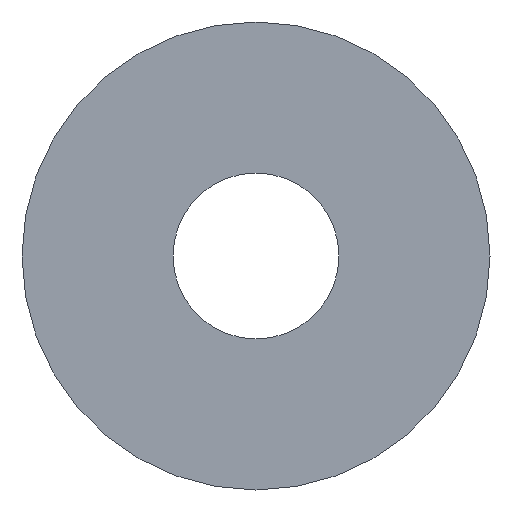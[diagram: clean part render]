
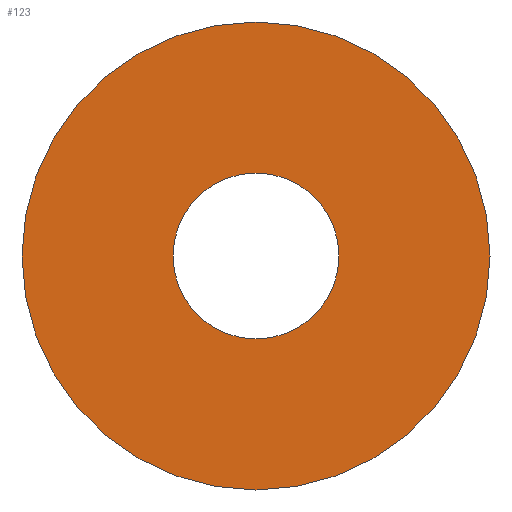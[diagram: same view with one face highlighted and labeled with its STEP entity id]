
A CAD part, left-side view. The second image highlights one B-rep face of the part: STEP entity #123.
In plain terms, the highlighted planar face has unit normal (-1, 0, 0).
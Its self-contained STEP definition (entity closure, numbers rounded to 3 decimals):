
#1 = DIRECTION ( 'NONE',  ( -1., 0., 0. ) ) ;
#4 = CARTESIAN_POINT ( 'NONE',  ( -8., 0., 19.5 ) ) ;
#17 = ORIENTED_EDGE ( 'NONE', *, *, #45, .F. ) ;
#19 = CARTESIAN_POINT ( 'NONE',  ( -8., 0., -19.5 ) ) ;
#21 = DIRECTION ( 'NONE',  ( -1., 0., 0. ) ) ;
#24 = DIRECTION ( 'NONE',  ( -1., 0., 0. ) ) ;
#38 = VERTEX_POINT ( 'NONE', #19 ) ;
#43 = FACE_BOUND ( 'NONE', #152, .T. ) ;
#44 = PLANE ( 'NONE',  #244 ) ;
#45 = EDGE_CURVE ( 'NONE', #38, #169, #223, .T. ) ;
#47 = EDGE_CURVE ( 'NONE', #136, #151, #141, .T. ) ;
#49 = CIRCLE ( 'NONE', #54, 55. ) ;
#54 = AXIS2_PLACEMENT_3D ( 'NONE', #220, #21, #139 ) ;
#58 = ORIENTED_EDGE ( 'NONE', *, *, #47, .T. ) ;
#59 = AXIS2_PLACEMENT_3D ( 'NONE', #87, #24, #162 ) ;
#71 = CIRCLE ( 'NONE', #156, 19.5 ) ;
#86 = DIRECTION ( 'NONE',  ( 0., 0., -1. ) ) ;
#87 = CARTESIAN_POINT ( 'NONE',  ( -8., 0., 0. ) ) ;
#95 = AXIS2_PLACEMENT_3D ( 'NONE', #105, #1, #108 ) ;
#105 = CARTESIAN_POINT ( 'NONE',  ( -8., 0., 0. ) ) ;
#108 = DIRECTION ( 'NONE',  ( 0., 0., 1. ) ) ;
#110 = FACE_OUTER_BOUND ( 'NONE', #134, .T. ) ;
#118 = ORIENTED_EDGE ( 'NONE', *, *, #192, .T. ) ;
#119 = CARTESIAN_POINT ( 'NONE',  ( -8., 55., 0. ) ) ;
#123 = ADVANCED_FACE ( 'NONE', ( #43, #110 ), #44, .F. ) ;
#130 = DIRECTION ( 'NONE',  ( -1., 0., 0. ) ) ;
#134 = EDGE_LOOP ( 'NONE', ( #118, #58 ) ) ;
#136 = VERTEX_POINT ( 'NONE', #142 ) ;
#139 = DIRECTION ( 'NONE',  ( 0., 0., 1. ) ) ;
#141 = CIRCLE ( 'NONE', #59, 55. ) ;
#142 = CARTESIAN_POINT ( 'NONE',  ( -8., 0., -55. ) ) ;
#149 = DIRECTION ( 'NONE',  ( 0., 0., 1. ) ) ;
#151 = VERTEX_POINT ( 'NONE', #217 ) ;
#152 = EDGE_LOOP ( 'NONE', ( #193, #17 ) ) ;
#156 = AXIS2_PLACEMENT_3D ( 'NONE', #164, #130, #149 ) ;
#162 = DIRECTION ( 'NONE',  ( 0., 0., 1. ) ) ;
#164 = CARTESIAN_POINT ( 'NONE',  ( -8., 0., 0. ) ) ;
#169 = VERTEX_POINT ( 'NONE', #4 ) ;
#192 = EDGE_CURVE ( 'NONE', #151, #136, #49, .T. ) ;
#193 = ORIENTED_EDGE ( 'NONE', *, *, #229, .F. ) ;
#217 = CARTESIAN_POINT ( 'NONE',  ( -8., 0., 55. ) ) ;
#220 = CARTESIAN_POINT ( 'NONE',  ( -8., 0., 0. ) ) ;
#223 = CIRCLE ( 'NONE', #95, 19.5 ) ;
#229 = EDGE_CURVE ( 'NONE', #169, #38, #71, .T. ) ;
#237 = DIRECTION ( 'NONE',  ( 1., 0., 0. ) ) ;
#244 = AXIS2_PLACEMENT_3D ( 'NONE', #119, #237, #86 ) ;
